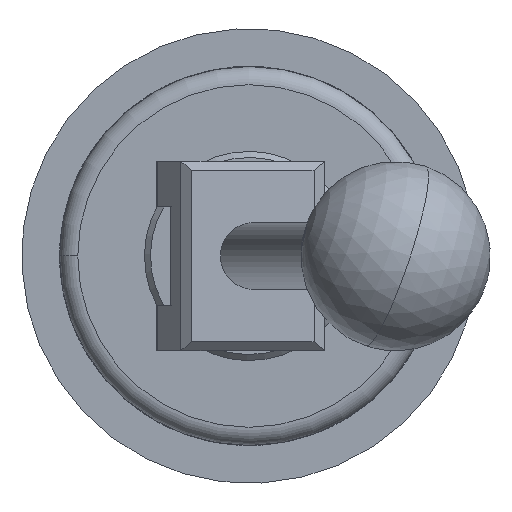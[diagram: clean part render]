
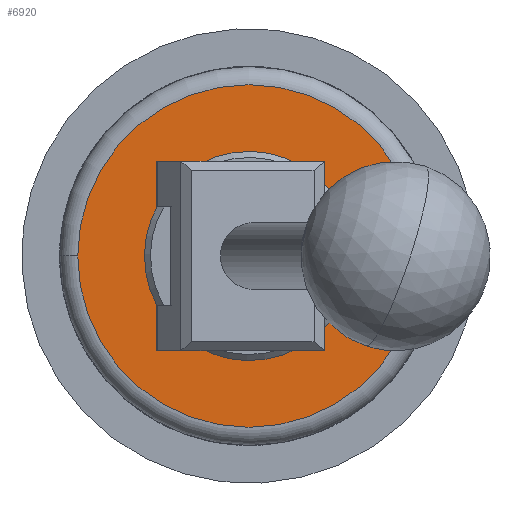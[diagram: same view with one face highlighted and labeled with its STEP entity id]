
A CAD part, front view. The second image highlights one B-rep face of the part: STEP entity #6920.
In plain terms, the highlighted planar face has unit normal (0, -1, 0).
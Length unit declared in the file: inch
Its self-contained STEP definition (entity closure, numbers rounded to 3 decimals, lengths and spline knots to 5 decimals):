
#79 = EDGE_CURVE ( 'NONE', #14395, #433, #1306, .T. ) ;
#258 = EDGE_LOOP ( 'NONE', ( #4316, #13326 ) ) ;
#433 = VERTEX_POINT ( 'NONE', #3392 ) ;
#839 = CARTESIAN_POINT ( 'NONE',  ( -1.13, 0., 0. ) ) ;
#1139 = DIRECTION ( 'NONE',  ( 1., 0., 0. ) ) ;
#1285 = VERTEX_POINT ( 'NONE', #839 ) ;
#1306 = CIRCLE ( 'NONE', #10512, 0.348 ) ;
#2027 = CIRCLE ( 'NONE', #7248, 1.13 ) ;
#2155 = AXIS2_PLACEMENT_3D ( 'NONE', #11383, #9043, #12668 ) ;
#3314 = DIRECTION ( 'NONE',  ( 1., 0., 0. ) ) ;
#3320 = CARTESIAN_POINT ( 'NONE',  ( -0.348, 0., 0. ) ) ;
#3392 = CARTESIAN_POINT ( 'NONE',  ( 0.348, 0., 0. ) ) ;
#3438 = CARTESIAN_POINT ( 'NONE',  ( 0., 0., -0.348 ) ) ;
#3515 = DIRECTION ( 'NONE',  ( 0., -1., 0. ) ) ;
#4316 = ORIENTED_EDGE ( 'NONE', *, *, #6792, .T. ) ;
#4578 = ORIENTED_EDGE ( 'NONE', *, *, #79, .F. ) ;
#5569 = DIRECTION ( 'NONE',  ( 0., -1., 0. ) ) ;
#5927 = EDGE_LOOP ( 'NONE', ( #12672, #4578 ) ) ;
#6015 = VERTEX_POINT ( 'NONE', #11261 ) ;
#6792 = EDGE_CURVE ( 'NONE', #6015, #1285, #2027, .T. ) ;
#6920 = ADVANCED_FACE ( 'NONE', ( #7677, #10899 ), #7824, .T. ) ;
#7248 = AXIS2_PLACEMENT_3D ( 'NONE', #12196, #13441, #3314 ) ;
#7356 = AXIS2_PLACEMENT_3D ( 'NONE', #7558, #12030, #10927 ) ;
#7380 = CIRCLE ( 'NONE', #2155, 0.348 ) ;
#7558 = CARTESIAN_POINT ( 'NONE',  ( 0., 0., 0. ) ) ;
#7677 = FACE_OUTER_BOUND ( 'NONE', #258, .T. ) ;
#7803 = DIRECTION ( 'NONE',  ( 1., 0., 0. ) ) ;
#7824 = PLANE ( 'NONE',  #10326 ) ;
#9043 = DIRECTION ( 'NONE',  ( 0., -1., 0. ) ) ;
#9146 = EDGE_CURVE ( 'NONE', #1285, #6015, #11578, .T. ) ;
#9647 = EDGE_CURVE ( 'NONE', #433, #14395, #7380, .T. ) ;
#10326 = AXIS2_PLACEMENT_3D ( 'NONE', #3438, #3515, #1139 ) ;
#10512 = AXIS2_PLACEMENT_3D ( 'NONE', #14360, #5569, #7803 ) ;
#10899 = FACE_BOUND ( 'NONE', #5927, .T. ) ;
#10927 = DIRECTION ( 'NONE',  ( 1., 0., 0. ) ) ;
#11261 = CARTESIAN_POINT ( 'NONE',  ( 1.13, 0., 0. ) ) ;
#11383 = CARTESIAN_POINT ( 'NONE',  ( 0., 0., 0. ) ) ;
#11578 = CIRCLE ( 'NONE', #7356, 1.13 ) ;
#12030 = DIRECTION ( 'NONE',  ( 0., -1., 0. ) ) ;
#12196 = CARTESIAN_POINT ( 'NONE',  ( 0., 0., 0. ) ) ;
#12668 = DIRECTION ( 'NONE',  ( 1., 0., 0. ) ) ;
#12672 = ORIENTED_EDGE ( 'NONE', *, *, #9647, .F. ) ;
#13326 = ORIENTED_EDGE ( 'NONE', *, *, #9146, .T. ) ;
#13441 = DIRECTION ( 'NONE',  ( 0., -1., 0. ) ) ;
#14360 = CARTESIAN_POINT ( 'NONE',  ( 0., 0., 0. ) ) ;
#14395 = VERTEX_POINT ( 'NONE', #3320 ) ;
